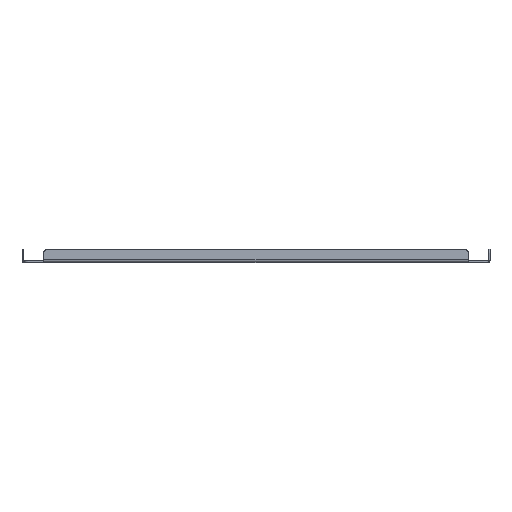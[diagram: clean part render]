
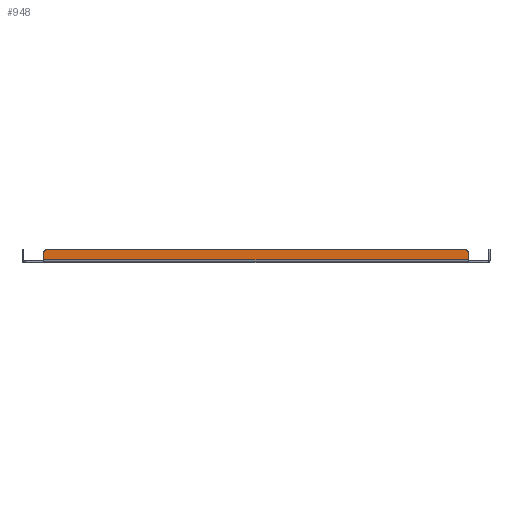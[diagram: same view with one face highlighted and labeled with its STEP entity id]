
A CAD part, top view. The second image highlights one B-rep face of the part: STEP entity #948.
In plain terms, the highlighted planar face has unit normal (0, 0, 1).
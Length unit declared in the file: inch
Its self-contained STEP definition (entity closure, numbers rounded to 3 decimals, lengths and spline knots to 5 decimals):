
#41 = CARTESIAN_POINT ( 'NONE',  ( -11.99842, 0.75, 13.5 ) ) ;
#49 = CARTESIAN_POINT ( 'NONE',  ( -12.24842, 0.5, 13.5 ) ) ;
#57 = VECTOR ( 'NONE', #873, 39.37008 ) ;
#63 = FACE_OUTER_BOUND ( 'NONE', #1532, .T. ) ;
#116 = CARTESIAN_POINT ( 'NONE',  ( 12.24842, 0.125, 13.5 ) ) ;
#139 = CARTESIAN_POINT ( 'NONE',  ( 11.99842, 0.5, 13.5 ) ) ;
#142 = CARTESIAN_POINT ( 'NONE',  ( 12.24842, 0.5, 13.5 ) ) ;
#295 = DIRECTION ( 'NONE',  ( 1., 0., 0. ) ) ;
#404 = VECTOR ( 'NONE', #798, 39.37008 ) ;
#463 = DIRECTION ( 'NONE',  ( 1., 0., 0. ) ) ;
#480 = VERTEX_POINT ( 'NONE', #41 ) ;
#489 = LINE ( 'NONE', #491, #1826 ) ;
#491 = CARTESIAN_POINT ( 'NONE',  ( -12.24842, 0.125, 13.5 ) ) ;
#506 = ORIENTED_EDGE ( 'NONE', *, *, #1875, .T. ) ;
#510 = EDGE_CURVE ( 'NONE', #1819, #1778, #1167, .T. ) ;
#536 = EDGE_CURVE ( 'NONE', #480, #1329, #1039, .T. ) ;
#545 = ORIENTED_EDGE ( 'NONE', *, *, #799, .T. ) ;
#656 = CARTESIAN_POINT ( 'NONE',  ( 13.375, 0.09379, 13.5 ) ) ;
#736 = ORIENTED_EDGE ( 'NONE', *, *, #1401, .F. ) ;
#755 = EDGE_CURVE ( 'NONE', #1329, #1839, #857, .T. ) ;
#762 = CIRCLE ( 'NONE', #791, 0.25 ) ;
#769 = ORIENTED_EDGE ( 'NONE', *, *, #755, .F. ) ;
#785 = VECTOR ( 'NONE', #1099, 39.37008 ) ;
#791 = AXIS2_PLACEMENT_3D ( 'NONE', #1313, #1727, #463 ) ;
#795 = DIRECTION ( 'NONE',  ( 0., 0., -1. ) ) ;
#798 = DIRECTION ( 'NONE',  ( 1., 0., 0. ) ) ;
#799 = EDGE_CURVE ( 'NONE', #1595, #1778, #489, .T. ) ;
#857 = CIRCLE ( 'NONE', #1108, 0.25 ) ;
#873 = DIRECTION ( 'NONE',  ( 0., 1., 0. ) ) ;
#875 = CARTESIAN_POINT ( 'NONE',  ( 11.99842, 0.75, 13.5 ) ) ;
#948 = ADVANCED_FACE ( 'NONE', ( #63 ), #1230, .F. ) ;
#960 = CARTESIAN_POINT ( 'NONE',  ( 12.24842, 0.125, 13.5 ) ) ;
#1039 = LINE ( 'NONE', #1077, #404 ) ;
#1077 = CARTESIAN_POINT ( 'NONE',  ( 13.375, 0.75, 13.5 ) ) ;
#1078 = LINE ( 'NONE', #116, #57 ) ;
#1099 = DIRECTION ( 'NONE',  ( -1., 0., 0. ) ) ;
#1108 = AXIS2_PLACEMENT_3D ( 'NONE', #139, #1166, #295 ) ;
#1166 = DIRECTION ( 'NONE',  ( 0., 0., -1. ) ) ;
#1167 = LINE ( 'NONE', #960, #785 ) ;
#1168 = CARTESIAN_POINT ( 'NONE',  ( 12.24842, 0.125, 13.5 ) ) ;
#1230 = PLANE ( 'NONE',  #1665 ) ;
#1313 = CARTESIAN_POINT ( 'NONE',  ( -11.99842, 0.5, 13.5 ) ) ;
#1329 = VERTEX_POINT ( 'NONE', #875 ) ;
#1366 = DIRECTION ( 'NONE',  ( 0., 1., 0. ) ) ;
#1401 = EDGE_CURVE ( 'NONE', #1595, #480, #762, .T. ) ;
#1498 = DIRECTION ( 'NONE',  ( 0., -1., 0. ) ) ;
#1532 = EDGE_LOOP ( 'NONE', ( #736, #545, #1813, #506, #769, #1620 ) ) ;
#1595 = VERTEX_POINT ( 'NONE', #49 ) ;
#1620 = ORIENTED_EDGE ( 'NONE', *, *, #536, .F. ) ;
#1665 = AXIS2_PLACEMENT_3D ( 'NONE', #656, #795, #1366 ) ;
#1727 = DIRECTION ( 'NONE',  ( 0., 0., -1. ) ) ;
#1778 = VERTEX_POINT ( 'NONE', #1859 ) ;
#1813 = ORIENTED_EDGE ( 'NONE', *, *, #510, .F. ) ;
#1819 = VERTEX_POINT ( 'NONE', #1168 ) ;
#1826 = VECTOR ( 'NONE', #1498, 39.37008 ) ;
#1839 = VERTEX_POINT ( 'NONE', #142 ) ;
#1859 = CARTESIAN_POINT ( 'NONE',  ( -12.24842, 0.125, 13.5 ) ) ;
#1875 = EDGE_CURVE ( 'NONE', #1819, #1839, #1078, .T. ) ;
